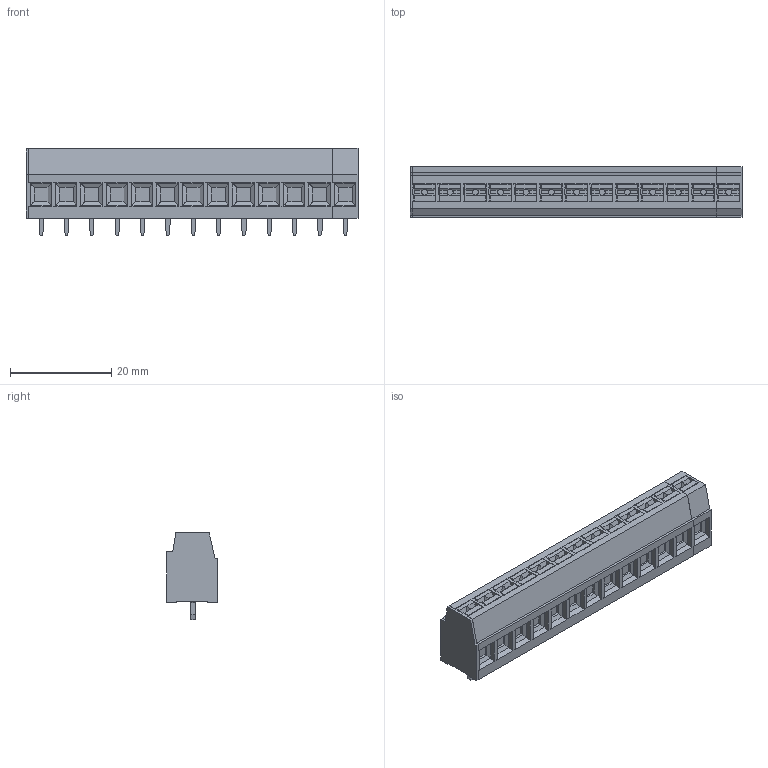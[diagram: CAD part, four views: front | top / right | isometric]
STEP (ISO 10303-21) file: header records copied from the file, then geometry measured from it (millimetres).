
FILE_DESCRIPTION(('CATIA V5 STEP Exchange','CAx-IF Rec.Pracs.--- Model Styling and Organization---1.4--- 2014-01-23'),'2;1');
FILE_NAME ('D1528656_0_2786650000_2786650000.stp','2022-04-26T10:43:05+00:00',('none'),('Weidmueller'),'CATIA Version 5-6 Release 2016 SP3 HF44','CATIA V5 STEP AP214','none');
FILE_SCHEMA(('AUTOMOTIVE_DESIGN { 1 0 10303 214 1 1 1 1 }'));
Length unit declared in the file: millimetre
Products named in the file (1): 2786650000
Bounding box: 65.5 x 10 x 17.3 mm (x, y, z)
Volume: 7758.9 mm3; surface area: 5483.2 mm2
Topology: 29 solids, 56 shells, 1382 faces, 3770 edges, 2526 vertices
Faces by surface type: plane 1280, cylinder 90, cone 12
Entity records: 40624 total; most frequent: CARTESIAN_POINT 8794, ORIENTED_EDGE 7540, DIRECTION 4897, EDGE_CURVE 3770, VECTOR 3381, LINE 3381, VERTEX_POINT 2526, EDGE_LOOP 1434
